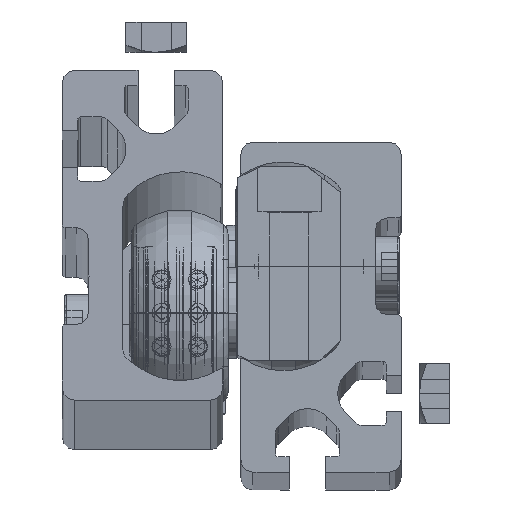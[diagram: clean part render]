
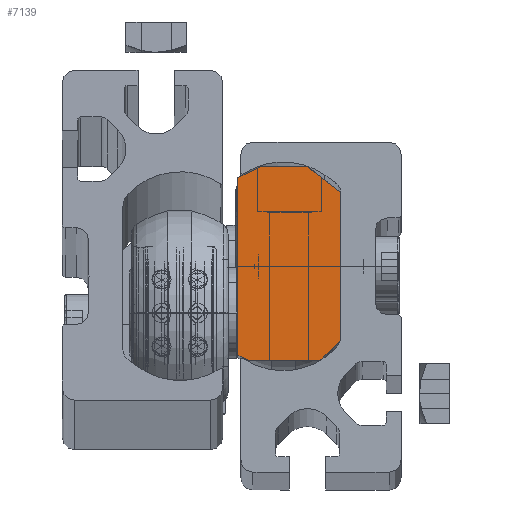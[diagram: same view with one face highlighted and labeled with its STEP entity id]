
A CAD part, top view. The second image highlights one B-rep face of the part: STEP entity #7139.
In plain terms, the highlighted face is planar.
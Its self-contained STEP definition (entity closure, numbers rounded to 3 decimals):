
#560 = CARTESIAN_POINT ( 'NONE',  ( -19., -15.5, 5.2 ) ) ;
#630 = DIRECTION ( 'NONE',  ( 0., -0.423, 0.906 ) ) ;
#897 = VERTEX_POINT ( 'NONE', #6294 ) ;
#1044 = LINE ( 'NONE', #14898, #11039 ) ;
#1189 = CARTESIAN_POINT ( 'NONE',  ( -19., -12.2, 8.5 ) ) ;
#1798 = ORIENTED_EDGE ( 'NONE', *, *, #2852, .T. ) ;
#2122 = LINE ( 'NONE', #560, #4101 ) ;
#2189 = CARTESIAN_POINT ( 'NONE',  ( -19., -14.661, -8.5 ) ) ;
#2852 = EDGE_CURVE ( 'NONE', #16989, #10815, #19885, .T. ) ;
#4062 = EDGE_LOOP ( 'NONE', ( #12585, #11728, #13411, #1798, #19407, #12751, #14878, #15674 ) ) ;
#4101 = VECTOR ( 'NONE', #18106, 1000. ) ;
#4354 = VERTEX_POINT ( 'NONE', #12164 ) ;
#4420 = DIRECTION ( 'NONE',  ( 0., 1., 0. ) ) ;
#5198 = VERTEX_POINT ( 'NONE', #20416 ) ;
#5311 = DIRECTION ( 'NONE',  ( -1., 0., 0. ) ) ;
#5437 = VECTOR ( 'NONE', #20375, 1000. ) ;
#5525 = VECTOR ( 'NONE', #4420, 1000. ) ;
#5729 = CARTESIAN_POINT ( 'NONE',  ( -19., -15.5, -6.7 ) ) ;
#6294 = CARTESIAN_POINT ( 'NONE',  ( -19., -15.5, 5.2 ) ) ;
#6301 = LINE ( 'NONE', #1189, #5525 ) ;
#6343 = VECTOR ( 'NONE', #7422, 1000. ) ;
#6518 = CARTESIAN_POINT ( 'NONE',  ( -19., 14.681, -8.5 ) ) ;
#7139 = ADVANCED_FACE ( 'NONE', ( #19729 ), #18167, .T. ) ;
#7422 = DIRECTION ( 'NONE',  ( 0., -0.707, -0.707 ) ) ;
#7440 = DIRECTION ( 'NONE',  ( 0., -1., 0. ) ) ;
#7883 = CARTESIAN_POINT ( 'NONE',  ( -19., 12.203, 8.5 ) ) ;
#8266 = EDGE_CURVE ( 'NONE', #5198, #16989, #1044, .T. ) ;
#8757 = LINE ( 'NONE', #2189, #16611 ) ;
#8847 = DIRECTION ( 'NONE',  ( 0., 0., 1. ) ) ;
#9904 = EDGE_CURVE ( 'NONE', #4354, #13482, #20342, .T. ) ;
#10419 = CARTESIAN_POINT ( 'NONE',  ( -19., 16.5, 3. ) ) ;
#10511 = CARTESIAN_POINT ( 'NONE',  ( -19., 1.5, 22.2 ) ) ;
#10579 = EDGE_CURVE ( 'NONE', #19223, #4354, #6301, .T. ) ;
#10815 = VERTEX_POINT ( 'NONE', #11707 ) ;
#10900 = VECTOR ( 'NONE', #7440, 1000. ) ;
#11039 = VECTOR ( 'NONE', #18171, 1000. ) ;
#11707 = CARTESIAN_POINT ( 'NONE',  ( -19., -14.661, -8.5 ) ) ;
#11728 = ORIENTED_EDGE ( 'NONE', *, *, #16563, .F. ) ;
#11980 = EDGE_CURVE ( 'NONE', #19223, #897, #15120, .T. ) ;
#12164 = CARTESIAN_POINT ( 'NONE',  ( -19., 12.203, 8.5 ) ) ;
#12493 = DIRECTION ( 'NONE',  ( 0., 0.616, -0.788 ) ) ;
#12585 = ORIENTED_EDGE ( 'NONE', *, *, #9904, .T. ) ;
#12751 = ORIENTED_EDGE ( 'NONE', *, *, #16012, .F. ) ;
#13411 = ORIENTED_EDGE ( 'NONE', *, *, #8266, .T. ) ;
#13482 = VERTEX_POINT ( 'NONE', #10419 ) ;
#13579 = EDGE_CURVE ( 'NONE', #10815, #16895, #8757, .T. ) ;
#14878 = ORIENTED_EDGE ( 'NONE', *, *, #11980, .F. ) ;
#14898 = CARTESIAN_POINT ( 'NONE',  ( -19., 16.5, -4.6 ) ) ;
#15120 = LINE ( 'NONE', #16448, #6343 ) ;
#15674 = ORIENTED_EDGE ( 'NONE', *, *, #10579, .T. ) ;
#16012 = EDGE_CURVE ( 'NONE', #897, #16895, #2122, .T. ) ;
#16448 = CARTESIAN_POINT ( 'NONE',  ( -19., -12.2, 8.5 ) ) ;
#16563 = EDGE_CURVE ( 'NONE', #5198, #13482, #18701, .T. ) ;
#16611 = VECTOR ( 'NONE', #630, 1000. ) ;
#16895 = VERTEX_POINT ( 'NONE', #5729 ) ;
#16989 = VERTEX_POINT ( 'NONE', #6518 ) ;
#17441 = CARTESIAN_POINT ( 'NONE',  ( -19., 16.5, -4.6 ) ) ;
#17705 = CARTESIAN_POINT ( 'NONE',  ( -19., -12.2, 8.5 ) ) ;
#17891 = AXIS2_PLACEMENT_3D ( 'NONE', #10511, #5311, #8847 ) ;
#18106 = DIRECTION ( 'NONE',  ( 0., 0., -1. ) ) ;
#18167 = PLANE ( 'NONE',  #17891 ) ;
#18171 = DIRECTION ( 'NONE',  ( 0., -0.423, -0.906 ) ) ;
#18323 = CARTESIAN_POINT ( 'NONE',  ( -19., 14.681, -8.5 ) ) ;
#18701 = LINE ( 'NONE', #17441, #5437 ) ;
#18886 = VECTOR ( 'NONE', #12493, 1000. ) ;
#19223 = VERTEX_POINT ( 'NONE', #17705 ) ;
#19407 = ORIENTED_EDGE ( 'NONE', *, *, #13579, .T. ) ;
#19729 = FACE_OUTER_BOUND ( 'NONE', #4062, .T. ) ;
#19885 = LINE ( 'NONE', #18323, #10900 ) ;
#20342 = LINE ( 'NONE', #7883, #18886 ) ;
#20375 = DIRECTION ( 'NONE',  ( 0., 0., 1. ) ) ;
#20416 = CARTESIAN_POINT ( 'NONE',  ( -19., 16.5, -4.6 ) ) ;
